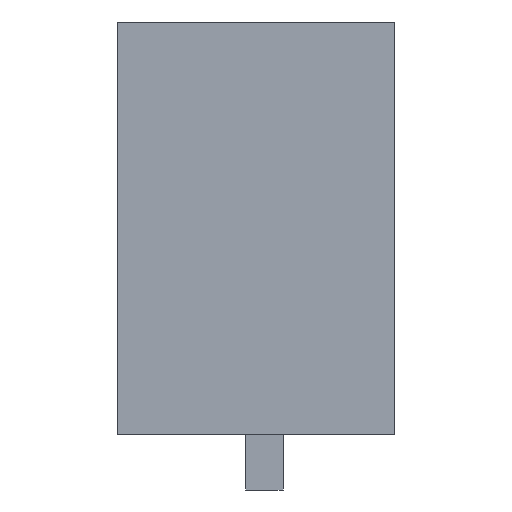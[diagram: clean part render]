
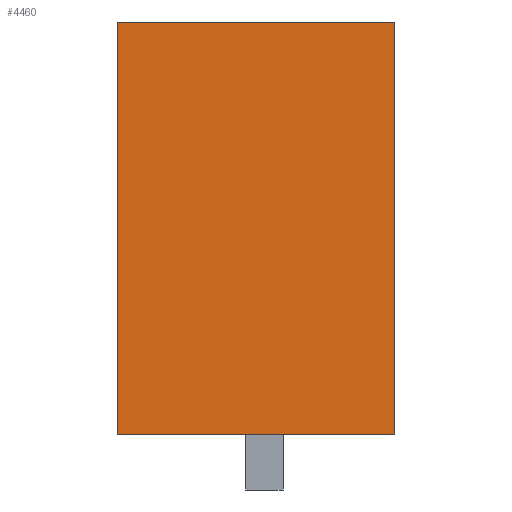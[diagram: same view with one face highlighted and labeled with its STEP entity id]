
A CAD part, left-side view. The second image highlights one B-rep face of the part: STEP entity #4460.
In plain terms, the highlighted planar face has unit normal (-1, 0, 0).
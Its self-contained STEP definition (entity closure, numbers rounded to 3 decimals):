
#4440=AXIS2_PLACEMENT_3D('Plane Axis2P3D',#4437,#4438,#4439) ;
#276=CARTESIAN_POINT('Vertex',(0.,7.45,1.5)) ;
#279=CARTESIAN_POINT('Line Origine',(0.,7.45,7.025)) ;
#283=CARTESIAN_POINT('Vertex',(0.,7.45,12.55)) ;
#4421=CARTESIAN_POINT('Vertex',(0.,0.,1.5)) ;
#4424=CARTESIAN_POINT('Line Origine',(0.,3.725,1.5)) ;
#4437=CARTESIAN_POINT('Axis2P3D Location',(0.,7.45,0.1)) ;
#4442=CARTESIAN_POINT('Line Origine',(0.,0.,7.025)) ;
#4446=CARTESIAN_POINT('Vertex',(0.,0.,12.55)) ;
#4449=CARTESIAN_POINT('Line Origine',(0.,3.725,12.55)) ;
#280=DIRECTION('Vector Direction',(0.,0.,1.)) ;
#4425=DIRECTION('Vector Direction',(0.,1.,0.)) ;
#4438=DIRECTION('Axis2P3D Direction',(1.,0.,0.)) ;
#4439=DIRECTION('Axis2P3D XDirection',(0.,0.,-1.)) ;
#4443=DIRECTION('Vector Direction',(0.,0.,-1.)) ;
#4450=DIRECTION('Vector Direction',(0.,-1.,0.)) ;
#281=VECTOR('Line Direction',#280,1.) ;
#4426=VECTOR('Line Direction',#4425,1.) ;
#4444=VECTOR('Line Direction',#4443,1.) ;
#4451=VECTOR('Line Direction',#4450,1.) ;
#4455=ORIENTED_EDGE('',*,*,#4428,.F.) ;
#4456=ORIENTED_EDGE('',*,*,#4448,.F.) ;
#4457=ORIENTED_EDGE('',*,*,#4453,.F.) ;
#4458=ORIENTED_EDGE('',*,*,#285,.F.) ;
#4460=ADVANCED_FACE('HOUSING',(#4459),#4441,.F.) ;
#285=EDGE_CURVE('',#277,#284,#282,.T.) ;
#4428=EDGE_CURVE('',#4422,#277,#4427,.T.) ;
#4448=EDGE_CURVE('',#4447,#4422,#4445,.T.) ;
#4453=EDGE_CURVE('',#284,#4447,#4452,.T.) ;
#4454=EDGE_LOOP('',(#4455,#4456,#4457,#4458)) ;
#4459=FACE_OUTER_BOUND('',#4454,.T.) ;
#282=LINE('Line',#279,#281) ;
#4427=LINE('Line',#4424,#4426) ;
#4445=LINE('Line',#4442,#4444) ;
#4452=LINE('Line',#4449,#4451) ;
#4441=PLANE('',#4440) ;
#277=VERTEX_POINT('',#276) ;
#284=VERTEX_POINT('',#283) ;
#4422=VERTEX_POINT('',#4421) ;
#4447=VERTEX_POINT('',#4446) ;
